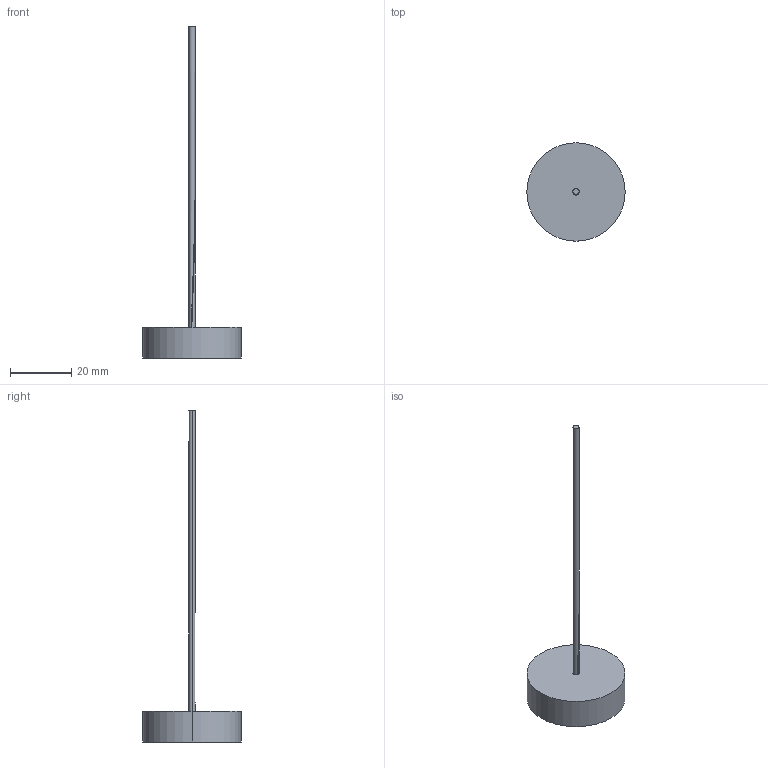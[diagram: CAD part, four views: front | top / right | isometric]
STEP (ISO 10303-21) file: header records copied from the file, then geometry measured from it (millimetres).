
FILE_DESCRIPTION (( 'STEP AP203' ), '1' );
FILE_NAME ('5f6f.STEP', '2025-03-19T23:02:17', ( '' ), ( '' ), 'SwSTEP 2.0', 'SolidWorks 2019', '' );
FILE_SCHEMA (( 'CONFIG_CONTROL_DESIGN' ));
Length unit declared in the file: millimetre
Products named in the file (1): 5f6f
Bounding box: 32 x 32 x 108 mm (x, y, z)
Volume: 8348.8 mm3; surface area: 3243.8 mm2
Topology: 1 solids, 1 shells, 11 faces, 27 edges, 18 vertices
Faces by surface type: cylinder 5, plane 4, bspline 2
Entity records: 1931 total; most frequent: CARTESIAN_POINT 1616, ORIENTED_EDGE 54, DIRECTION 47, EDGE_CURVE 27, AXIS2_PLACEMENT_3D 21, VERTEX_POINT 18, EDGE_LOOP 13, CIRCLE 11
